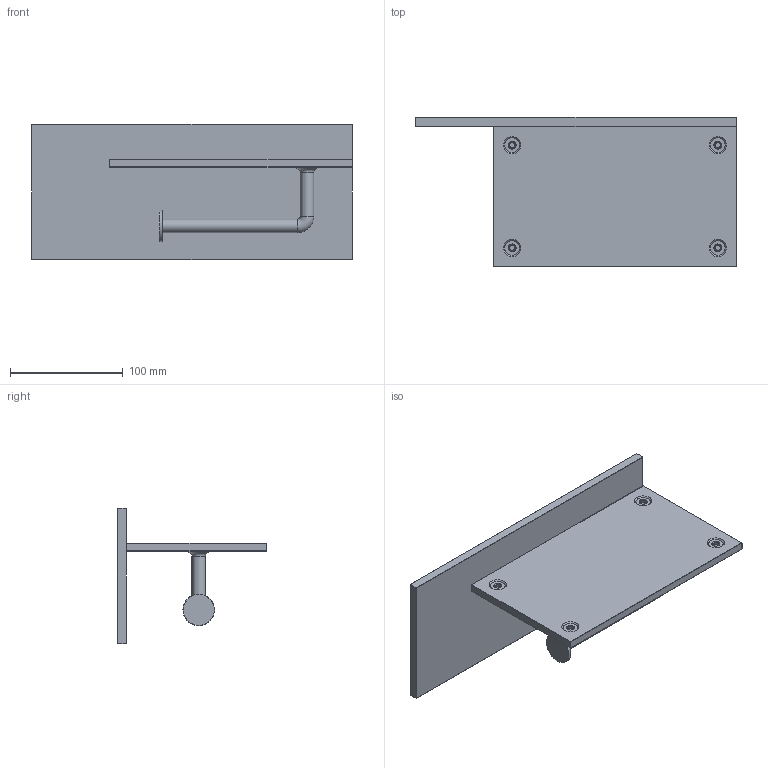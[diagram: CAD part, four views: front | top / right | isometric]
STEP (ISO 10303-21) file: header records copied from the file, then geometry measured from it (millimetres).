
FILE_DESCRIPTION(/* description */ ('Unknown'),/* implementation_level */ '2;1');
FILE_NAME(/* name */ '1047780000',/* time_stamp */ '2024-08-01T10:30:51+02:00',/* author */ ('Unknown'),/* organization */ ('GROHE AG'),/* preprocessor_version */ 'ST-DEVELOPER v16.7',/* originating_system */ 'DEX',/* authorisation */ $);
FILE_SCHEMA (('AUTOMOTIVE_DESIGN {1 0 10303 214 3 1 1}'));
Length unit declared in the file: millimetre
Products named in the file (6): 1047780000; 1047780000 Slim Square Toilet Paper Holder_18; 1047780000 Slim Square Toilet Paper Holder_17; ROBE_HOOK_V1__.STP_1_[1]; 1047780000 Slim Square Toilet Paper Holder_10; 1047780000 Slim Square Toilet Paper Holder_3
Assembly tree (5 placements, depth 2):
  1047780000
    1047780000 Slim Square Toilet Paper Holder_18
    1047780000 Slim Square Toilet Paper Holder_17
    ROBE_HOOK_V1__.STP_1_[1]
    1047780000 Slim Square Toilet Paper Holder_10
    1047780000 Slim Square Toilet Paper Holder_3
Bounding box: 284 x 132 x 120 mm (x, y, z)
Volume: 479997.1 mm3; surface area: 144454.6 mm2
Topology: 5 solids, 5 shells, 208 faces, 515 edges, 311 vertices
Faces by surface type: cylinder 115, plane 34, cone 24, sphere 16, torus 10, bspline 9
Full cylindrical faces by diameter (mm): 4.2 x48, 5 x12, 6 x11, 8.8 x1, 12 x3, 27.6 x1, 28 x1
Entity records: 11255 total; most frequent: CARTESIAN_POINT 7823, DIRECTION 584, ORIENTED_EDGE 446, AXIS2_PLACEMENT_3D 258, EDGE_CURVE 223, FACE_BOUND 200, EDGE_LOOP 196, VERTEX_POINT 155
